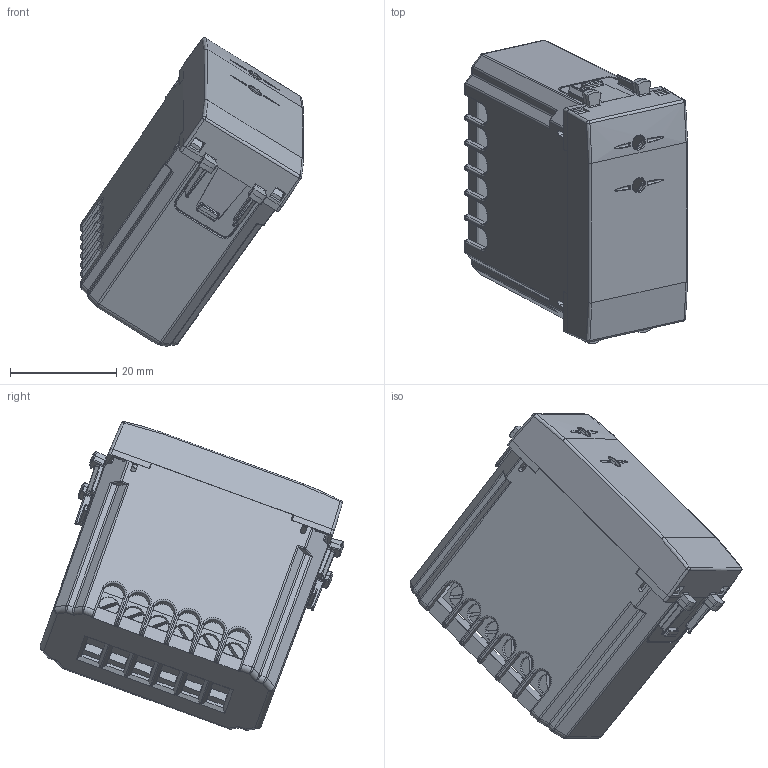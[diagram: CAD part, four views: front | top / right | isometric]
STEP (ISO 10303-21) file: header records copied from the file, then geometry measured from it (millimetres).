
FILE_DESCRIPTION(('CATIA V5 STEP Exchange'),'2;1');
FILE_NAME('441087C.stp','2024-02-27T14:31:12+00:00',('none'),('none'),'CATIA Version 5-6 Release 2016 SP6','CATIA V5 STEP AP203','none');
FILE_SCHEMA(('CONFIG_CONTROL_DESIGN'));
Products named in the file (1): 441087C
Assembly tree (5 placements, depth 2):
  441087C
    #57
    #14804
    #45287
    #46280
    #48589
Bounding box: 41.91 x 57.22 x 58.1 mm (x, y, z)
Volume: 13938.3 mm3; surface area: 20043 mm2
Topology: 6 solids, 6 shells, 1230 faces, 3272 edges, 2014 vertices
Faces by surface type: plane 563, cylinder 395, bspline 134, cone 60, sphere 40, torus 38
Entity records: 48612 total; most frequent: CARTESIAN_POINT 22429, ORIENTED_EDGE 6412, DIRECTION 3638, EDGE_CURVE 3206, VERTEX_POINT 2005, VECTOR 1608, LINE 1608, EDGE_LOOP 1283
